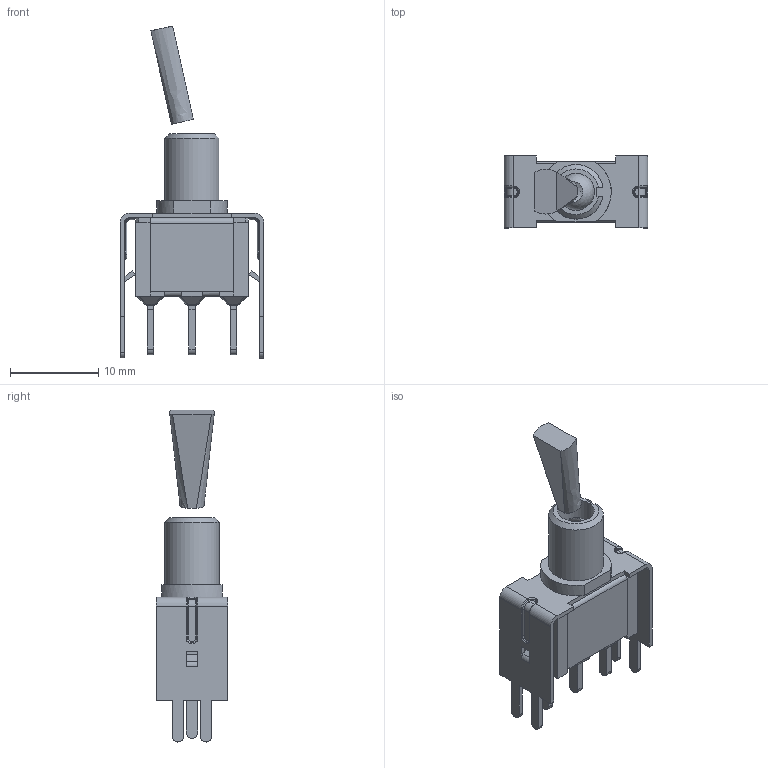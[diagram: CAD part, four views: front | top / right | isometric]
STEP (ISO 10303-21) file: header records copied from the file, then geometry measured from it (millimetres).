
FILE_DESCRIPTION(/* description */ (''),/* implementation_level */ '2;1');
FILE_NAME(/* name */ '100SPxT6B12VS2xE.stp',/* time_stamp */ '2026-01-17T15:17:11-06:00',/* author */ ('jmeyers'),/* organization */ (''),/* preprocessor_version */ 'ST-DEVELOPER v18.1',/* originating_system */ 'Autodesk Inventor 2022',/* authorisation */ '');
FILE_SCHEMA (('AUTOMOTIVE_DESIGN { 1 0 10303 214 3 1 1 }'));
Length unit declared in the file: inch
Products named in the file (1): Part12
Bounding box: 16.26 x 8.13 x 37.57 mm (x, y, z)
Volume: 1296.8 mm3; surface area: 1707 mm2
Topology: 2 solids, 8 shells, 398 faces, 978 edges, 582 vertices
Faces by surface type: plane 240, cylinder 108, torus 32, sphere 14, bspline 2, cone 2
Full cylindrical faces by diameter (mm): 4.2 x2
Entity records: 11564 total; most frequent: CARTESIAN_POINT 2080, DIRECTION 2014, ORIENTED_EDGE 1930, EDGE_CURVE 965, LINE 682, VECTOR 682, AXIS2_PLACEMENT_3D 666, VERTEX_POINT 582
